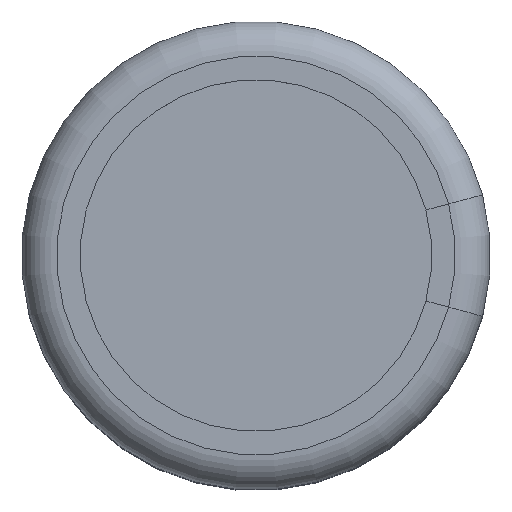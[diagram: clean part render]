
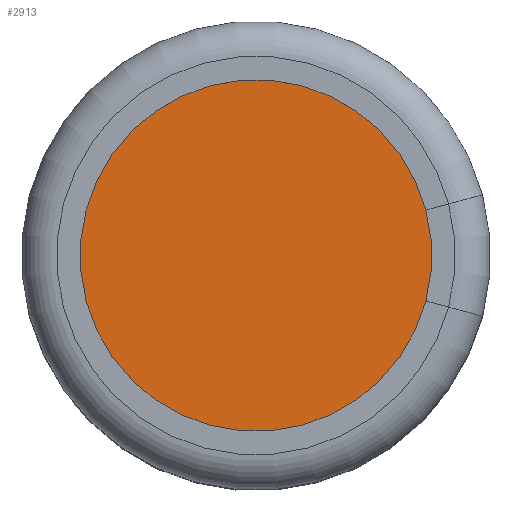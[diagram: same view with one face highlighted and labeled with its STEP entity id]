
A CAD part, top view. The second image highlights one B-rep face of the part: STEP entity #2913.
In plain terms, the highlighted planar face has unit normal (0, 0, 1).
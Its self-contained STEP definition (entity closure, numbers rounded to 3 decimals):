
#2913 = ADVANCED_FACE('',(#2914),#2927,.T.);
#2914 = FACE_BOUND('',#2915,.F.);
#2915 = EDGE_LOOP('',(#2916));
#2916 = ORIENTED_EDGE('',*,*,#2917,.F.);
#2917 = EDGE_CURVE('',#2918,#2918,#2920,.T.);
#2918 = VERTEX_POINT('',#2919);
#2919 = CARTESIAN_POINT('',(1.7,0.,4.9));
#2920 = SURFACE_CURVE('',#2921,(#2926,#2938),.PCURVE_S1.);
#2921 = CIRCLE('',#2922,1.7);
#2922 = AXIS2_PLACEMENT_3D('',#2923,#2924,#2925);
#2923 = CARTESIAN_POINT('',(0.,0.,4.9));
#2924 = DIRECTION('',(0.,-0.,1.));
#2925 = DIRECTION('',(1.,0.,0.));
#2926 = PCURVE('',#2927,#2932);
#2927 = PLANE('',#2928);
#2928 = AXIS2_PLACEMENT_3D('',#2929,#2930,#2931);
#2929 = CARTESIAN_POINT('',(0.,0.,4.9));
#2930 = DIRECTION('',(0.,0.,1.));
#2931 = DIRECTION('',(1.,0.,0.));
#2932 = DEFINITIONAL_REPRESENTATION('',(#2933),#2937);
#2933 = CIRCLE('',#2934,1.7);
#2934 = AXIS2_PLACEMENT_2D('',#2935,#2936);
#2935 = CARTESIAN_POINT('',(0.,0.));
#2936 = DIRECTION('',(1.,-0.));
#2937 = ( GEOMETRIC_REPRESENTATION_CONTEXT(2) 
PARAMETRIC_REPRESENTATION_CONTEXT() REPRESENTATION_CONTEXT('2D SPACE',''
  ) );
#2938 = PCURVE('',#2939,#2944);
#2939 = TOROIDAL_SURFACE('',#2940,1.7,0.2);
#2940 = AXIS2_PLACEMENT_3D('',#2941,#2942,#2943);
#2941 = CARTESIAN_POINT('',(0.,0.,4.7));
#2942 = DIRECTION('',(0.,0.,1.));
#2943 = DIRECTION('',(1.,0.,0.));
#2944 = DEFINITIONAL_REPRESENTATION('',(#2945),#2949);
#2945 = LINE('',#2946,#2947);
#2946 = CARTESIAN_POINT('',(0.,1.571));
#2947 = VECTOR('',#2948,1.);
#2948 = DIRECTION('',(1.,0.));
#2949 = ( GEOMETRIC_REPRESENTATION_CONTEXT(2) 
PARAMETRIC_REPRESENTATION_CONTEXT() REPRESENTATION_CONTEXT('2D SPACE',''
  ) );
